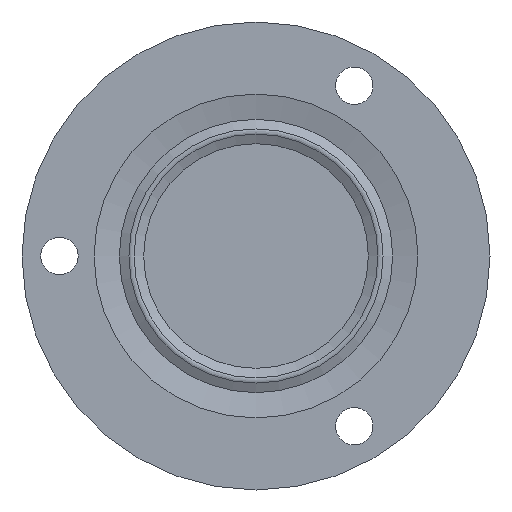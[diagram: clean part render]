
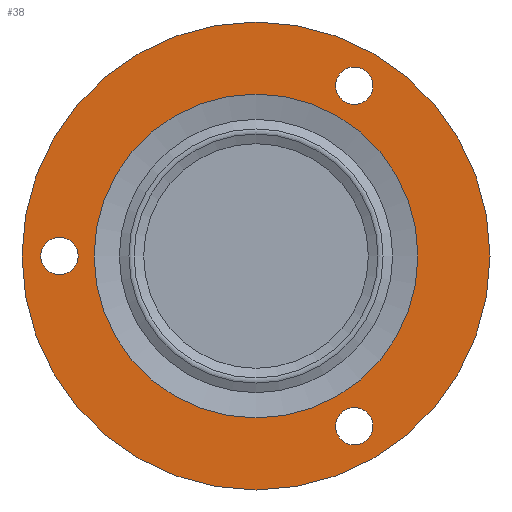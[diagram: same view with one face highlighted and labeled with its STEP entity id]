
A CAD part, front view. The second image highlights one B-rep face of the part: STEP entity #38.
In plain terms, the highlighted planar face has unit normal (0, -1, 0).
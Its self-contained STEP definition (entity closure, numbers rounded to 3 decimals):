
#38 = ADVANCED_FACE( '', ( #83, #84, #85, #86, #87 ), #88, .F. );
#83 = FACE_BOUND( '', #150, .T. );
#84 = FACE_OUTER_BOUND( '', #151, .T. );
#85 = FACE_BOUND( '', #152, .T. );
#86 = FACE_BOUND( '', #153, .T. );
#87 = FACE_BOUND( '', #154, .T. );
#88 = PLANE( '', #155 );
#150 = EDGE_LOOP( '', ( #211 ) );
#151 = EDGE_LOOP( '', ( #212 ) );
#152 = EDGE_LOOP( '', ( #213 ) );
#153 = EDGE_LOOP( '', ( #214 ) );
#154 = EDGE_LOOP( '', ( #215 ) );
#155 = AXIS2_PLACEMENT_3D( '', #216, #217, #218 );
#211 = ORIENTED_EDGE( '', *, *, #299, .F. );
#212 = ORIENTED_EDGE( '', *, *, #300, .T. );
#213 = ORIENTED_EDGE( '', *, *, #301, .T. );
#214 = ORIENTED_EDGE( '', *, *, #302, .T. );
#215 = ORIENTED_EDGE( '', *, *, #303, .T. );
#216 = CARTESIAN_POINT( '', ( 12.5, 0., 0. ) );
#217 = DIRECTION( '', ( 0., 1., 0. ) );
#218 = DIRECTION( '', ( 0., 0., 1. ) );
#299 = EDGE_CURVE( '', #329, #329, #330, .T. );
#300 = EDGE_CURVE( '', #331, #331, #332, .T. );
#301 = EDGE_CURVE( '', #333, #333, #334, .T. );
#302 = EDGE_CURVE( '', #335, #335, #336, .T. );
#303 = EDGE_CURVE( '', #337, #337, #338, .T. );
#329 = VERTEX_POINT( '', #375 );
#330 = CIRCLE( '', #376, 8.65 );
#331 = VERTEX_POINT( '', #377 );
#332 = CIRCLE( '', #378, 12.5 );
#333 = VERTEX_POINT( '', #379 );
#334 = CIRCLE( '', #380, 1. );
#335 = VERTEX_POINT( '', #381 );
#336 = CIRCLE( '', #382, 1. );
#337 = VERTEX_POINT( '', #383 );
#338 = CIRCLE( '', #384, 1. );
#375 = CARTESIAN_POINT( '', ( 0., 0., -8.65 ) );
#376 = AXIS2_PLACEMENT_3D( '', #420, #421, #422 );
#377 = CARTESIAN_POINT( '', ( 0., 0., -12.5 ) );
#378 = AXIS2_PLACEMENT_3D( '', #423, #424, #425 );
#379 = CARTESIAN_POINT( '', ( 4.75, 0., -8.227 ) );
#380 = AXIS2_PLACEMENT_3D( '', #426, #427, #428 );
#381 = CARTESIAN_POINT( '', ( 4.75, 0., 8.227 ) );
#382 = AXIS2_PLACEMENT_3D( '', #429, #430, #431 );
#383 = CARTESIAN_POINT( '', ( -9.5, 0., 0. ) );
#384 = AXIS2_PLACEMENT_3D( '', #432, #433, #434 );
#420 = CARTESIAN_POINT( '', ( 0., 0., 0. ) );
#421 = DIRECTION( '', ( 0., -1., 0. ) );
#422 = DIRECTION( '', ( 0., 0., -1. ) );
#423 = CARTESIAN_POINT( '', ( 0., 0., 0. ) );
#424 = DIRECTION( '', ( 0., -1., 0. ) );
#425 = DIRECTION( '', ( 0., 0., -1. ) );
#426 = CARTESIAN_POINT( '', ( 5.25, 0., -9.093 ) );
#427 = DIRECTION( '', ( 0., 1., 0. ) );
#428 = DIRECTION( '', ( -0.5, 0., 0.866 ) );
#429 = CARTESIAN_POINT( '', ( 5.25, 0., 9.093 ) );
#430 = DIRECTION( '', ( 0., 1., 0. ) );
#431 = DIRECTION( '', ( -0.5, 0., -0.866 ) );
#432 = CARTESIAN_POINT( '', ( -10.5, 0., 0. ) );
#433 = DIRECTION( '', ( 0., 1., 0. ) );
#434 = DIRECTION( '', ( 1., 0., 0. ) );
